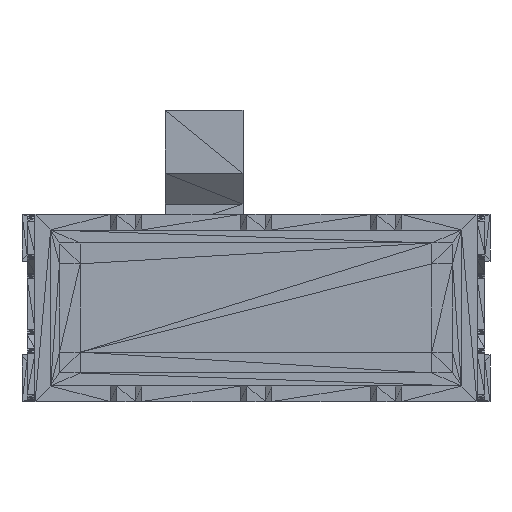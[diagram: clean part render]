
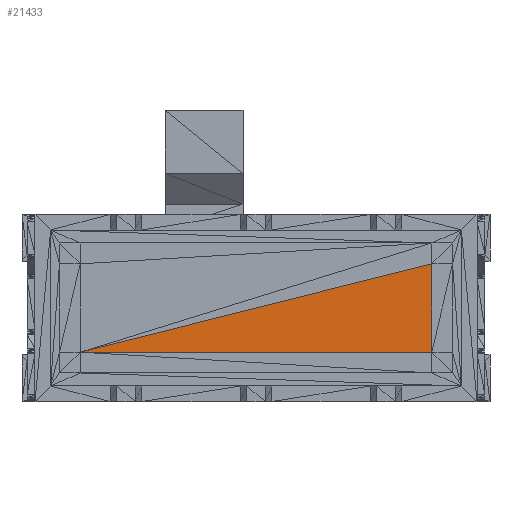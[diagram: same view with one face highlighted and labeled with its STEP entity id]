
A CAD part, front view. The second image highlights one B-rep face of the part: STEP entity #21433.
In plain terms, the highlighted planar face has unit normal (0, -1, 0).
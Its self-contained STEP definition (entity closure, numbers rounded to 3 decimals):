
#713=FACE_OUTER_BOUND('',#2597,.T.);
#2597=EDGE_LOOP('',(#15293,#15294,#15295));
#4845=LINE('',#33239,#7671);
#4846=LINE('',#33242,#7672);
#4847=LINE('',#33243,#7673);
#7671=VECTOR('',#26975,1.);
#7672=VECTOR('',#26980,1.);
#7673=VECTOR('',#26981,1.);
#9772=VERTEX_POINT('',#33077);
#9788=VERTEX_POINT('',#33147);
#9796=VERTEX_POINT('',#33182);
#11435=EDGE_CURVE('',#9796,#9772,#4845,.T.);
#11436=EDGE_CURVE('',#9796,#9788,#4846,.T.);
#11437=EDGE_CURVE('',#9788,#9772,#4847,.T.);
#15293=ORIENTED_EDGE('',*,*,#11435,.F.);
#15294=ORIENTED_EDGE('',*,*,#11436,.T.);
#15295=ORIENTED_EDGE('',*,*,#11437,.T.);
#19549=PLANE('',#23331);
#21433=ADVANCED_FACE('',(#713),#19549,.T.);
#23331=AXIS2_PLACEMENT_3D('',#33241,#26978,#26979);
#26975=DIRECTION('',(0.97,0.,0.244));
#26978=DIRECTION('center_axis',(0.,-1.,0.));
#26979=DIRECTION('ref_axis',(0.,0.,-1.));
#26980=DIRECTION('',(1.,0.,0.));
#26981=DIRECTION('',(0.,0.,1.));
#33077=CARTESIAN_POINT('',(-0.57,0.,-0.65));
#33147=CARTESIAN_POINT('',(-0.57,0.,-2.35));
#33182=CARTESIAN_POINT('',(-7.33,0.,-2.35));
#33239=CARTESIAN_POINT('',(-7.33,0.,-2.35));
#33241=CARTESIAN_POINT('Origin',(-0.57,0.,-2.35));
#33242=CARTESIAN_POINT('',(-7.33,0.,-2.35));
#33243=CARTESIAN_POINT('',(-0.57,0.,-2.35));
